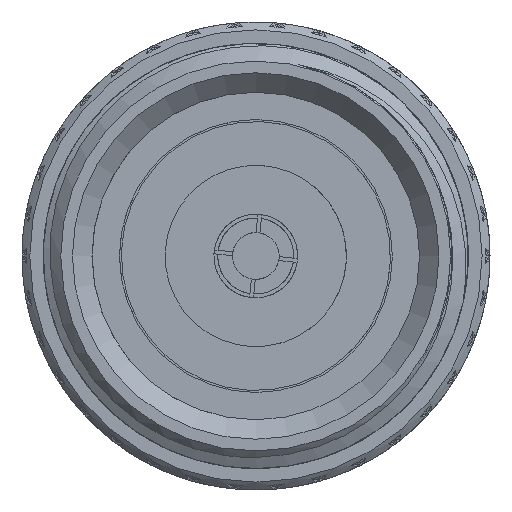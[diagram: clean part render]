
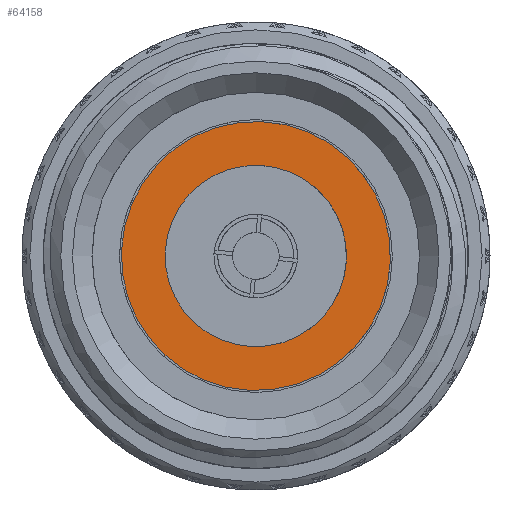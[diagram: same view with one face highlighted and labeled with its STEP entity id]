
A CAD part, left-side view. The second image highlights one B-rep face of the part: STEP entity #64158.
In plain terms, the highlighted planar face has unit normal (-1, 0.001, 0).
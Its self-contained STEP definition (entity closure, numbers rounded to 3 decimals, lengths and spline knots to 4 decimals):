
#163=PLANE('',#65066);
#370=CIRCLE('',#65065,2.325);
#371=CIRCLE('',#65067,3.45);
#18193=ORIENTED_EDGE('',*,*,#24733,.F.);
#18194=ORIENTED_EDGE('',*,*,#24732,.T.);
#24732=EDGE_CURVE('',#28077,#28077,#370,.T.);
#24733=EDGE_CURVE('',#28078,#28078,#371,.T.);
#28077=VERTEX_POINT('',#147630);
#28078=VERTEX_POINT('',#147633);
#34833=EDGE_LOOP('',(#18193));
#34834=EDGE_LOOP('',(#18194));
#38067=FACE_BOUND('',#34833,.T.);
#38068=FACE_BOUND('',#34834,.T.);
#64158=ADVANCED_FACE('',(#38067,#38068),#163,.F.);
#65065=AXIS2_PLACEMENT_3D('',#147629,#66878,#66879);
#65066=AXIS2_PLACEMENT_3D('',#147631,#66880,#66881);
#65067=AXIS2_PLACEMENT_3D('',#147632,#66882,#66883);
#66878=DIRECTION('',(1.,-0.001,0.));
#66879=DIRECTION('',(0.,-0.383,0.924));
#66880=DIRECTION('',(1.,-0.001,0.));
#66881=DIRECTION('',(0.,-0.383,0.924));
#66882=DIRECTION('',(1.,-0.001,0.));
#66883=DIRECTION('',(0.,-0.383,0.924));
#147629=CARTESIAN_POINT('',(-2.925,0.0016,11.325));
#147630=CARTESIAN_POINT('',(-2.9255,-0.8887,13.4728));
#147631=CARTESIAN_POINT('',(-2.9255,-0.8887,13.4728));
#147632=CARTESIAN_POINT('',(-2.925,0.0016,11.325));
#147633=CARTESIAN_POINT('',(-2.9257,-1.3196,14.512));
